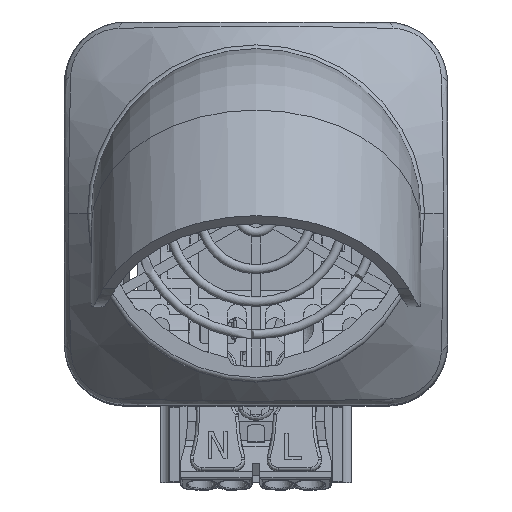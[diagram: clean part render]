
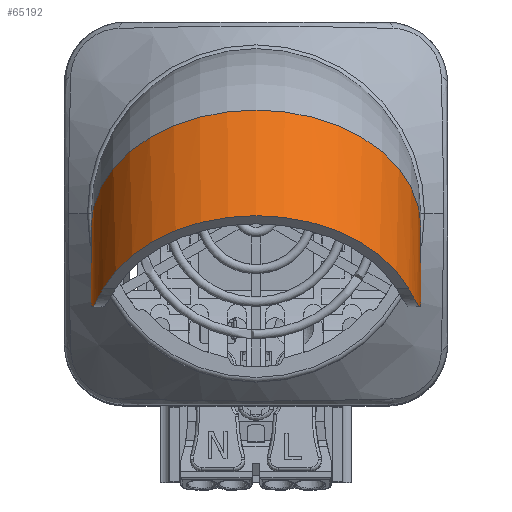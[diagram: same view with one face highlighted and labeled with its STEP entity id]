
A CAD part, top view. The second image highlights one B-rep face of the part: STEP entity #65192.
In plain terms, the highlighted cylindrical face has radius 21.5 mm (diameter 43 mm), a partial arc.
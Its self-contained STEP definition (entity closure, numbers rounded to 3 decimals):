
#1859 = DIRECTION ( 'NONE',  ( 1., 0., 0. ) ) ;
#2037 = CARTESIAN_POINT ( 'NONE',  ( -21.496, -11.437, 70.534 ) ) ;
#2114 = DIRECTION ( 'NONE',  ( 0., -0.707, 0.707 ) ) ;
#2254 = CARTESIAN_POINT ( 'NONE',  ( -20.784, -11.383, 77.658 ) ) ;
#3219 = DIRECTION ( 'NONE',  ( 1., 0., 0. ) ) ;
#3303 = B_SPLINE_CURVE_WITH_KNOTS ( 'NONE', 3,
 ( #22463, #17092, #42390, #63334, #32746, #2037, #37925, #7197, #43037, #12393, #48157, #17526, #53315, #22672, #58408, #27817, #63552, #32951, #2254, #38140, #7412, #43245, #12610, #48376 ),
 .UNSPECIFIED., .F., .F.,
 ( 4, 2, 2, 2, 2, 2, 2, 2, 2, 2, 2, 4 ),
 ( 0., 0.002, 0.002, 0.003, 0.005, 0.006, 0.006, 0.008, 0.01, 0.01, 0.011, 0.013 ),
 .UNSPECIFIED. ) ;
#3701 = CARTESIAN_POINT ( 'NONE',  ( 20.845, -11.493, 77.434 ) ) ;
#3913 = CARTESIAN_POINT ( 'NONE',  ( -19.956, -9.899, 79.698 ) ) ;
#3917 = CARTESIAN_POINT ( 'NONE',  ( 21.498, -11.193, 70.072 ) ) ;
#7197 = CARTESIAN_POINT ( 'NONE',  ( -21.485, -11.852, 71.516 ) ) ;
#7412 = CARTESIAN_POINT ( 'NONE',  ( -20.572, -11.001, 78.33 ) ) ;
#8181 = VECTOR ( 'NONE', #2114, 1000. ) ;
#8867 = CARTESIAN_POINT ( 'NONE',  ( 21.112, -11.957, 76.224 ) ) ;
#9101 = CARTESIAN_POINT ( 'NONE',  ( 21.5, -10.615, 69.176 ) ) ;
#9529 = AXIS2_PLACEMENT_3D ( 'NONE', #12143, #47707, #47913 ) ;
#10737 = EDGE_CURVE ( 'NONE', #33144, #28194, #3303, .T. ) ;
#12143 = CARTESIAN_POINT ( 'NONE',  ( 0., -1.757, 60.243 ) ) ;
#12257 = CARTESIAN_POINT ( 'NONE',  ( 21.5, -1.757, 60.243 ) ) ;
#12393 = CARTESIAN_POINT ( 'NONE',  ( -21.446, -12.151, 72.804 ) ) ;
#12610 = CARTESIAN_POINT ( 'NONE',  ( -20.156, -10.251, 79.347 ) ) ;
#14072 = CARTESIAN_POINT ( 'NONE',  ( 21.26, -12.164, 75.191 ) ) ;
#14294 = CARTESIAN_POINT ( 'NONE',  ( 21.5, -9.899, 68.385 ) ) ;
#15407 = ORIENTED_EDGE ( 'NONE', *, *, #18246, .T. ) ;
#16961 = ORIENTED_EDGE ( 'NONE', *, *, #39154, .T. ) ;
#17092 = CARTESIAN_POINT ( 'NONE',  ( -21.5, -10.279, 68.764 ) ) ;
#17526 = CARTESIAN_POINT ( 'NONE',  ( -21.404, -12.235, 73.601 ) ) ;
#17533 = EDGE_CURVE ( 'NONE', #24346, #28194, #22893, .T. ) ;
#17616 = B_SPLINE_CURVE_WITH_KNOTS ( 'NONE', 3,
 ( #54742, #49613, #59878, #29248, #64986, #34402, #3701, #39574, #8867, #44683, #14072, #49825, #19179, #54964, #24330, #60094, #29483, #65216, #34617, #3917, #39801, #9101, #44904, #14294 ),
 .UNSPECIFIED., .F., .F.,
 ( 4, 2, 2, 2, 2, 2, 2, 2, 2, 2, 2, 4 ),
 ( 0., 0.002, 0.002, 0.003, 0.005, 0.006, 0.006, 0.008, 0.01, 0.01, 0.011, 0.013 ),
 .UNSPECIFIED. ) ;
#18246 = EDGE_CURVE ( 'NONE', #38970, #33144, #62039, .T. ) ;
#19179 = CARTESIAN_POINT ( 'NONE',  ( 21.343, -12.239, 74.399 ) ) ;
#20234 = LINE ( 'NONE', #12257, #8181 ) ;
#21184 = CIRCLE ( 'NONE', #55232, 21.5 ) ;
#22463 = CARTESIAN_POINT ( 'NONE',  ( -21.5, -9.899, 68.385 ) ) ;
#22672 = CARTESIAN_POINT ( 'NONE',  ( -21.323, -12.236, 74.656 ) ) ;
#22802 = VERTEX_POINT ( 'NONE', #47952 ) ;
#22893 = CIRCLE ( 'NONE', #38197, 21.5 ) ;
#23693 = EDGE_CURVE ( 'NONE', #32620, #22802, #20234, .T. ) ;
#24330 = CARTESIAN_POINT ( 'NONE',  ( 21.435, -12.203, 73.081 ) ) ;
#24346 = VERTEX_POINT ( 'NONE', #32673 ) ;
#27817 = CARTESIAN_POINT ( 'NONE',  ( -21.114, -11.96, 76.215 ) ) ;
#28194 = VERTEX_POINT ( 'NONE', #3913 ) ;
#29248 = CARTESIAN_POINT ( 'NONE',  ( 20.57, -10.996, 78.337 ) ) ;
#29483 = CARTESIAN_POINT ( 'NONE',  ( 21.485, -11.853, 71.52 ) ) ;
#30540 = DIRECTION ( 'NONE',  ( 0., -0.707, 0.707 ) ) ;
#32009 = CARTESIAN_POINT ( 'NONE',  ( -21.5, -1.757, 60.243 ) ) ;
#32565 = DIRECTION ( 'NONE',  ( 0., -0.707, 0.707 ) ) ;
#32620 = VERTEX_POINT ( 'NONE', #46575 ) ;
#32673 = CARTESIAN_POINT ( 'NONE',  ( 19.956, -9.899, 79.698 ) ) ;
#32746 = CARTESIAN_POINT ( 'NONE',  ( -21.498, -11.188, 70.063 ) ) ;
#32951 = CARTESIAN_POINT ( 'NONE',  ( -20.847, -11.496, 77.426 ) ) ;
#33144 = VERTEX_POINT ( 'NONE', #61694 ) ;
#33933 = DIRECTION ( 'NONE',  ( 0., -0.707, 0.707 ) ) ;
#34402 = CARTESIAN_POINT ( 'NONE',  ( 20.781, -11.378, 77.669 ) ) ;
#34617 = CARTESIAN_POINT ( 'NONE',  ( 21.496, -11.442, 70.544 ) ) ;
#35712 = ORIENTED_EDGE ( 'NONE', *, *, #17533, .F. ) ;
#37630 = EDGE_CURVE ( 'NONE', #24346, #22802, #17616, .T. ) ;
#37925 = CARTESIAN_POINT ( 'NONE',  ( -21.494, -11.551, 70.778 ) ) ;
#38140 = CARTESIAN_POINT ( 'NONE',  ( -20.647, -11.136, 78.11 ) ) ;
#38197 = AXIS2_PLACEMENT_3D ( 'NONE', #63165, #32565, #1859 ) ;
#38970 = VERTEX_POINT ( 'NONE', #32009 ) ;
#39154 = EDGE_CURVE ( 'NONE', #32620, #38970, #21184, .T. ) ;
#39574 = CARTESIAN_POINT ( 'NONE',  ( 21.019, -11.799, 76.719 ) ) ;
#39585 = EDGE_LOOP ( 'NONE', ( #15407, #57031, #35712, #43715, #65620, #16961 ) ) ;
#39801 = CARTESIAN_POINT ( 'NONE',  ( 21.499, -11.056, 69.841 ) ) ;
#42390 = CARTESIAN_POINT ( 'NONE',  ( -21.5, -10.614, 69.174 ) ) ;
#43037 = CARTESIAN_POINT ( 'NONE',  ( -21.475, -12.002, 72.023 ) ) ;
#43245 = CARTESIAN_POINT ( 'NONE',  ( -20.334, -10.572, 78.961 ) ) ;
#43715 = ORIENTED_EDGE ( 'NONE', *, *, #37630, .T. ) ;
#44683 = CARTESIAN_POINT ( 'NONE',  ( 21.226, -12.121, 75.453 ) ) ;
#44904 = CARTESIAN_POINT ( 'NONE',  ( 21.5, -10.279, 68.764 ) ) ;
#45725 = CARTESIAN_POINT ( 'NONE',  ( -21.5, -1.757, 60.243 ) ) ;
#46575 = CARTESIAN_POINT ( 'NONE',  ( 21.5, -1.757, 60.243 ) ) ;
#47707 = DIRECTION ( 'NONE',  ( 0., -0.707, 0.707 ) ) ;
#47913 = DIRECTION ( 'NONE',  ( 0., -0.707, -0.707 ) ) ;
#47952 = CARTESIAN_POINT ( 'NONE',  ( 21.5, -9.899, 68.385 ) ) ;
#48157 = CARTESIAN_POINT ( 'NONE',  ( -21.434, -12.188, 73.07 ) ) ;
#48376 = CARTESIAN_POINT ( 'NONE',  ( -19.956, -9.899, 79.698 ) ) ;
#49613 = CARTESIAN_POINT ( 'NONE',  ( 20.156, -10.251, 79.347 ) ) ;
#49825 = CARTESIAN_POINT ( 'NONE',  ( 21.318, -12.223, 74.663 ) ) ;
#52454 = CYLINDRICAL_SURFACE ( 'NONE', #9529, 21.5 ) ;
#53315 = CARTESIAN_POINT ( 'NONE',  ( -21.386, -12.245, 73.865 ) ) ;
#54742 = CARTESIAN_POINT ( 'NONE',  ( 19.956, -9.899, 79.698 ) ) ;
#54964 = CARTESIAN_POINT ( 'NONE',  ( 21.407, -12.248, 73.608 ) ) ;
#55232 = AXIS2_PLACEMENT_3D ( 'NONE', #64525, #33933, #3219 ) ;
#57031 = ORIENTED_EDGE ( 'NONE', *, *, #10737, .T. ) ;
#58408 = CARTESIAN_POINT ( 'NONE',  ( -21.266, -12.179, 75.179 ) ) ;
#58817 = FACE_OUTER_BOUND ( 'NONE', #39585, .T. ) ;
#59878 = CARTESIAN_POINT ( 'NONE',  ( 20.333, -10.57, 78.963 ) ) ;
#60094 = CARTESIAN_POINT ( 'NONE',  ( 21.475, -12.004, 72.028 ) ) ;
#60437 = VECTOR ( 'NONE', #30540, 1000. ) ;
#61694 = CARTESIAN_POINT ( 'NONE',  ( -21.5, -9.899, 68.385 ) ) ;
#62039 = LINE ( 'NONE', #45725, #60437 ) ;
#63165 = CARTESIAN_POINT ( 'NONE',  ( 0., -15.556, 74.042 ) ) ;
#63334 = CARTESIAN_POINT ( 'NONE',  ( -21.499, -11.052, 69.835 ) ) ;
#63552 = CARTESIAN_POINT ( 'NONE',  ( -21.02, -11.8, 76.715 ) ) ;
#64525 = CARTESIAN_POINT ( 'NONE',  ( 0., -1.757, 60.243 ) ) ;
#64986 = CARTESIAN_POINT ( 'NONE',  ( 20.643, -11.13, 78.12 ) ) ;
#65192 = ADVANCED_FACE ( 'NONE', ( #58817 ), #52454, .T. ) ;
#65216 = CARTESIAN_POINT ( 'NONE',  ( 21.494, -11.554, 70.785 ) ) ;
#65620 = ORIENTED_EDGE ( 'NONE', *, *, #23693, .F. ) ;
